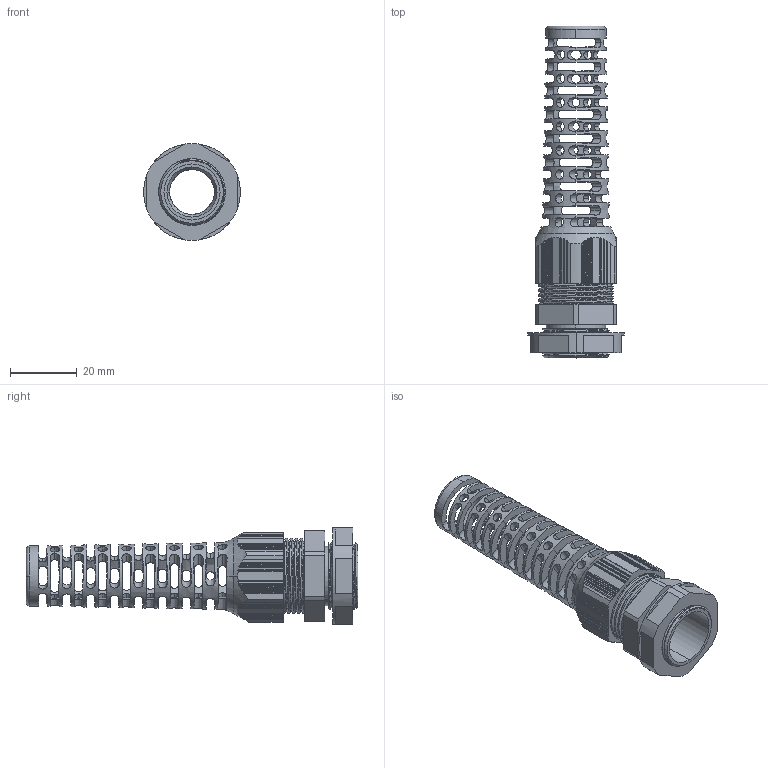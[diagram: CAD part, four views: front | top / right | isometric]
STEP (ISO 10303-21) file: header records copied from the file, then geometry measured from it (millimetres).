
FILE_DESCRIPTION (( 'STEP AP203' ), '1' );
FILE_NAME ('9284.STEP', '2020-07-29T07:52:17', ( '' ), ( '' ), 'SwSTEP 2.0', 'SolidWorks 2011', '' );
FILE_SCHEMA (( 'CONFIG_CONTROL_DESIGN' ));
Length unit declared in the file: millimetre
Products named in the file (1): 9284
Bounding box: 29 x 99.37 x 29 mm (x, y, z)
Volume: 13471.3 mm3; surface area: 13633 mm2
Topology: 1 solids, 30 shells, 711 faces, 2118 edges, 1411 vertices
Faces by surface type: plane 380, cone 167, cylinder 149, bspline 15
Entity records: 33631 total; most frequent: CARTESIAN_POINT 16487, ORIENTED_EDGE 4236, DIRECTION 2774, EDGE_CURVE 2118, VERTEX_POINT 1411, AXIS2_PLACEMENT_3D 954, LINE 866, VECTOR 866
